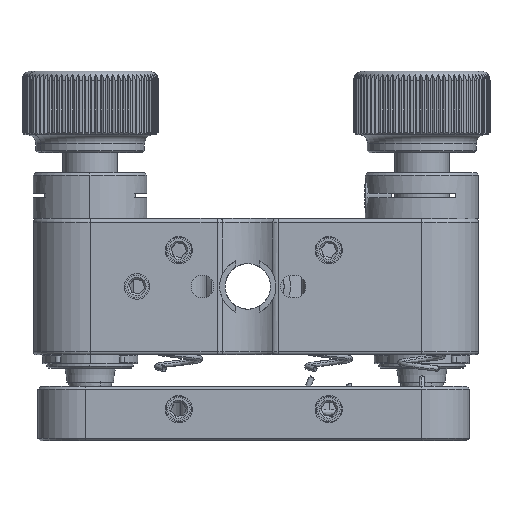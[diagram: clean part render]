
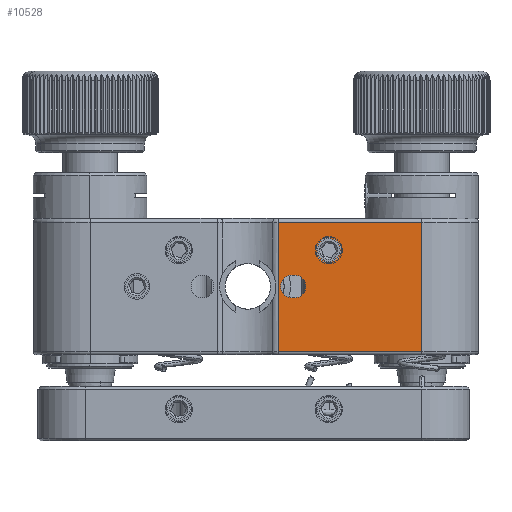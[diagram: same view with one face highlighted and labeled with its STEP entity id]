
A CAD part, front view. The second image highlights one B-rep face of the part: STEP entity #10528.
In plain terms, the highlighted planar face has unit normal (0, -1, 0).
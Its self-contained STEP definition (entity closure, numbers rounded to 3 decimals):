
#205 = DIRECTION ( 'NONE',  ( 0., 0., -1. ) ) ;
#1414 = AXIS2_PLACEMENT_3D ( 'NONE', #9773, #24093, #46252 ) ;
#2381 = DIRECTION ( 'NONE',  ( 0., 1., 0. ) ) ;
#3671 = DIRECTION ( 'NONE',  ( 0., -1., 0. ) ) ;
#4955 = CARTESIAN_POINT ( 'NONE',  ( 4.225, -24.5, 0. ) ) ;
#5437 = DIRECTION ( 'NONE',  ( 1., 0., 0. ) ) ;
#6177 = AXIS2_PLACEMENT_3D ( 'NONE', #51180, #37221, #46143 ) ;
#6505 = CARTESIAN_POINT ( 'NONE',  ( 4.225, -24.5, 1.25 ) ) ;
#6705 = VERTEX_POINT ( 'NONE', #10533 ) ;
#6982 = EDGE_LOOP ( 'NONE', ( #11866, #49885 ) ) ;
#9090 = CARTESIAN_POINT ( 'NONE',  ( 3.975, -24.5, -1.25 ) ) ;
#9773 = CARTESIAN_POINT ( 'NONE',  ( -24.5, -24.5, 7.5 ) ) ;
#10151 = CARTESIAN_POINT ( 'NONE',  ( 2.476, -24.5, 7. ) ) ;
#10528 = ADVANCED_FACE ( 'NONE', ( #55456, #46811, #42377 ), #14289, .F. ) ;
#10533 = CARTESIAN_POINT ( 'NONE',  ( 8., -24.5, 2.75 ) ) ;
#11313 = VERTEX_POINT ( 'NONE', #37304 ) ;
#11327 = ORIENTED_EDGE ( 'NONE', *, *, #19900, .T. ) ;
#11778 = VERTEX_POINT ( 'NONE', #24908 ) ;
#11866 = ORIENTED_EDGE ( 'NONE', *, *, #55793, .F. ) ;
#11973 = VECTOR ( 'NONE', #56397, 1000. ) ;
#12247 = AXIS2_PLACEMENT_3D ( 'NONE', #25081, #2381, #52831 ) ;
#12361 = ORIENTED_EDGE ( 'NONE', *, *, #54348, .T. ) ;
#12974 = VERTEX_POINT ( 'NONE', #38306 ) ;
#13355 = EDGE_CURVE ( 'NONE', #29334, #12974, #18302, .T. ) ;
#14289 = PLANE ( 'NONE',  #1414 ) ;
#15269 = CARTESIAN_POINT ( 'NONE',  ( -24.5, -24.5, -7.2 ) ) ;
#15430 = AXIS2_PLACEMENT_3D ( 'NONE', #31312, #30414, #58171 ) ;
#15980 = EDGE_CURVE ( 'NONE', #12974, #34597, #25052, .T. ) ;
#16271 = CARTESIAN_POINT ( 'NONE',  ( 2.476, -24.5, 7.5 ) ) ;
#16857 = ORIENTED_EDGE ( 'NONE', *, *, #35929, .T. ) ;
#16945 = EDGE_CURVE ( 'NONE', #34597, #58056, #56084, .T. ) ;
#18302 = CIRCLE ( 'NONE', #15430, 1.25 ) ;
#18449 = VECTOR ( 'NONE', #58959, 1000. ) ;
#19008 = LINE ( 'NONE', #29139, #47389 ) ;
#19900 = EDGE_CURVE ( 'NONE', #36691, #29334, #19008, .T. ) ;
#21522 = VECTOR ( 'NONE', #5437, 1000. ) ;
#21703 = DIRECTION ( 'NONE',  ( 0., 0., 1. ) ) ;
#21931 = LINE ( 'NONE', #16271, #18449 ) ;
#22358 = VECTOR ( 'NONE', #21703, 1000. ) ;
#22370 = VERTEX_POINT ( 'NONE', #56119 ) ;
#22884 = DIRECTION ( 'NONE',  ( 0., 1., 0. ) ) ;
#24038 = DIRECTION ( 'NONE',  ( -1., 0., 0. ) ) ;
#24093 = DIRECTION ( 'NONE',  ( 0., 1., 0. ) ) ;
#24908 = CARTESIAN_POINT ( 'NONE',  ( 18.25, -24.5, -7.2 ) ) ;
#25052 = LINE ( 'NONE', #37669, #49378 ) ;
#25081 = CARTESIAN_POINT ( 'NONE',  ( 4.225, -24.5, 0. ) ) ;
#25283 = AXIS2_PLACEMENT_3D ( 'NONE', #4955, #22884, #205 ) ;
#28310 = ORIENTED_EDGE ( 'NONE', *, *, #36335, .T. ) ;
#28367 = CIRCLE ( 'NONE', #33151, 1.25 ) ;
#28649 = EDGE_LOOP ( 'NONE', ( #35242, #34529, #55342, #39866, #11327 ) ) ;
#28909 = EDGE_CURVE ( 'NONE', #58056, #36691, #35816, .T. ) ;
#28925 = CARTESIAN_POINT ( 'NONE',  ( 18.25, -24.5, 7.5 ) ) ;
#29139 = CARTESIAN_POINT ( 'NONE',  ( 3.975, -24.5, -1.25 ) ) ;
#29243 = DIRECTION ( 'NONE',  ( 1., 0., 0. ) ) ;
#29334 = VERTEX_POINT ( 'NONE', #9090 ) ;
#30414 = DIRECTION ( 'NONE',  ( 0., 1., 0. ) ) ;
#31293 = EDGE_CURVE ( 'NONE', #22370, #47882, #21931, .T. ) ;
#31312 = CARTESIAN_POINT ( 'NONE',  ( 3.975, -24.5, 0. ) ) ;
#31972 = CIRCLE ( 'NONE', #6177, 1.25 ) ;
#33151 = AXIS2_PLACEMENT_3D ( 'NONE', #39592, #3671, #48507 ) ;
#33363 = ORIENTED_EDGE ( 'NONE', *, *, #31293, .T. ) ;
#34109 = CARTESIAN_POINT ( 'NONE',  ( 5.475, -24.5, 0. ) ) ;
#34529 = ORIENTED_EDGE ( 'NONE', *, *, #15980, .T. ) ;
#34597 = VERTEX_POINT ( 'NONE', #6505 ) ;
#35242 = ORIENTED_EDGE ( 'NONE', *, *, #13355, .T. ) ;
#35622 = EDGE_CURVE ( 'NONE', #58179, #6705, #31972, .T. ) ;
#35816 = CIRCLE ( 'NONE', #25283, 1.25 ) ;
#35929 = EDGE_CURVE ( 'NONE', #47882, #11778, #37735, .T. ) ;
#36335 = EDGE_CURVE ( 'NONE', #11778, #11313, #56106, .T. ) ;
#36691 = VERTEX_POINT ( 'NONE', #42106 ) ;
#37221 = DIRECTION ( 'NONE',  ( 0., -1., 0. ) ) ;
#37304 = CARTESIAN_POINT ( 'NONE',  ( 18.25, -24.5, 7. ) ) ;
#37669 = CARTESIAN_POINT ( 'NONE',  ( 3.975, -24.5, 1.25 ) ) ;
#37735 = LINE ( 'NONE', #15269, #21522 ) ;
#38306 = CARTESIAN_POINT ( 'NONE',  ( 3.975, -24.5, 1.25 ) ) ;
#39592 = CARTESIAN_POINT ( 'NONE',  ( 8., -24.5, 4. ) ) ;
#39866 = ORIENTED_EDGE ( 'NONE', *, *, #28909, .T. ) ;
#42106 = CARTESIAN_POINT ( 'NONE',  ( 4.225, -24.5, -1.25 ) ) ;
#42377 = FACE_BOUND ( 'NONE', #28649, .T. ) ;
#46143 = DIRECTION ( 'NONE',  ( 0., 0., -1. ) ) ;
#46252 = DIRECTION ( 'NONE',  ( 0., 0., 1. ) ) ;
#46811 = FACE_OUTER_BOUND ( 'NONE', #49453, .T. ) ;
#46917 = CARTESIAN_POINT ( 'NONE',  ( 2.476, -24.5, -7.2 ) ) ;
#47389 = VECTOR ( 'NONE', #24038, 1000. ) ;
#47758 = LINE ( 'NONE', #10151, #11973 ) ;
#47882 = VERTEX_POINT ( 'NONE', #46917 ) ;
#48507 = DIRECTION ( 'NONE',  ( 0., 0., -1. ) ) ;
#49378 = VECTOR ( 'NONE', #29243, 1000. ) ;
#49453 = EDGE_LOOP ( 'NONE', ( #33363, #16857, #28310, #12361 ) ) ;
#49560 = CARTESIAN_POINT ( 'NONE',  ( 8., -24.5, 5.25 ) ) ;
#49885 = ORIENTED_EDGE ( 'NONE', *, *, #35622, .F. ) ;
#51180 = CARTESIAN_POINT ( 'NONE',  ( 8., -24.5, 4. ) ) ;
#52831 = DIRECTION ( 'NONE',  ( 0., 0., -1. ) ) ;
#54348 = EDGE_CURVE ( 'NONE', #11313, #22370, #47758, .T. ) ;
#55342 = ORIENTED_EDGE ( 'NONE', *, *, #16945, .T. ) ;
#55456 = FACE_BOUND ( 'NONE', #6982, .T. ) ;
#55793 = EDGE_CURVE ( 'NONE', #6705, #58179, #28367, .T. ) ;
#56084 = CIRCLE ( 'NONE', #12247, 1.25 ) ;
#56106 = LINE ( 'NONE', #28925, #22358 ) ;
#56119 = CARTESIAN_POINT ( 'NONE',  ( 2.476, -24.5, 7. ) ) ;
#56397 = DIRECTION ( 'NONE',  ( -1., 0., 0. ) ) ;
#58056 = VERTEX_POINT ( 'NONE', #34109 ) ;
#58171 = DIRECTION ( 'NONE',  ( 0., 0., -1. ) ) ;
#58179 = VERTEX_POINT ( 'NONE', #49560 ) ;
#58959 = DIRECTION ( 'NONE',  ( 0., 0., -1. ) ) ;
